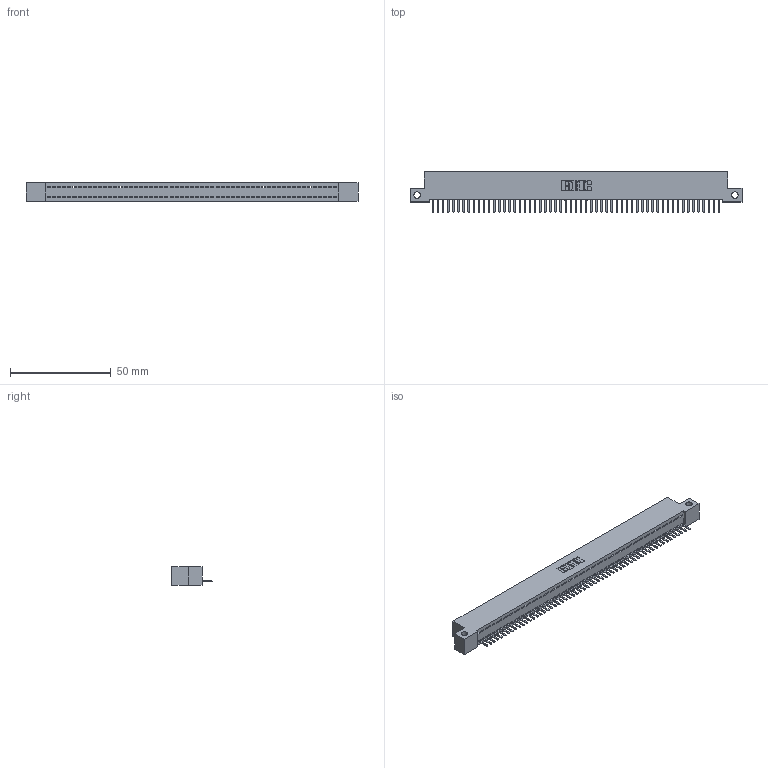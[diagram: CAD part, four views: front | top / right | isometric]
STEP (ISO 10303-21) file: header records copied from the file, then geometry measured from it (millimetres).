
FILE_DESCRIPTION (( 'STEP AP203' ), '1' );
FILE_NAME ('342-057-520-112.STEP', '2018-08-13T04:20:19', ( '' ), ( '' ), 'SwSTEP 2.0', 'SolidWorks 2016', '' );
FILE_SCHEMA (( 'CONFIG_CONTROL_DESIGN' ));
Length unit declared in the file: inch
Products named in the file (3): 342 Part_Side Mount; 345-292-001_345-293-120; 342-057-520-112
Assembly tree (58 placements, depth 2):
  342-057-520-112
    342 Part_Side Mount
    345-292-001_345-293-120  x57
Bounding box: 165.1 x 20.02 x 9.4 mm (x, y, z)
Volume: 14293.3 mm3; surface area: 20581.7 mm2
Topology: 58 solids, 58 shells, 3644 faces, 10787 edges, 7038 vertices
Faces by surface type: plane 2574, cylinder 1070
Entity records: 32891 total; most frequent: CARTESIAN_POINT 5689, ORIENTED_EDGE 5670, DIRECTION 4757, EDGE_CURVE 2835, LINE 2703, VECTOR 2703, VERTEX_POINT 1886, AXIS2_PLACEMENT_3D 1027
